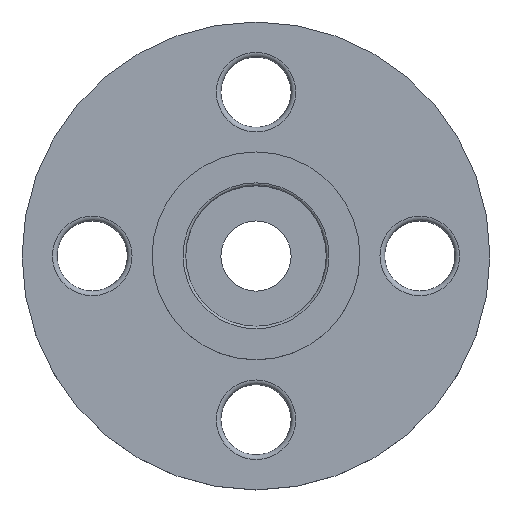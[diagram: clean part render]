
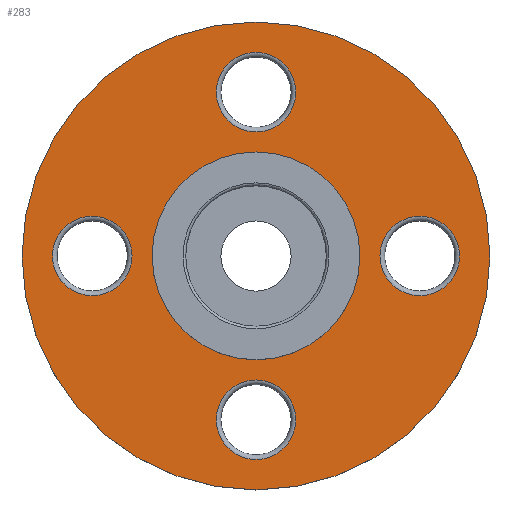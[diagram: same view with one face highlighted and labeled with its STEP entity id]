
A CAD part, top view. The second image highlights one B-rep face of the part: STEP entity #283.
In plain terms, the highlighted planar face has unit normal (0, 0, 1).
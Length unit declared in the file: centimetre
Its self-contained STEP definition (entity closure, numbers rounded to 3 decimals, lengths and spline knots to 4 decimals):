
#59=FACE_BOUND($,#98,.T.);
#60=FACE_BOUND($,#99,.T.);
#61=FACE_BOUND($,#100,.T.);
#62=FACE_BOUND($,#101,.T.);
#63=FACE_BOUND($,#102,.T.);
#64=FACE_BOUND($,#103,.T.);
#98=EDGE_LOOP($,(#233));
#99=EDGE_LOOP($,(#234));
#100=EDGE_LOOP($,(#235));
#101=EDGE_LOOP($,(#236));
#102=EDGE_LOOP($,(#237));
#103=EDGE_LOOP($,(#238));
#148=CIRCLE($,#321,0.17);
#149=CIRCLE($,#323,0.17);
#150=CIRCLE($,#324,0.17);
#151=CIRCLE($,#325,0.444);
#152=CIRCLE($,#326,1.);
#153=CIRCLE($,#327,0.17);
#175=VERTEX_POINT($,#484);
#176=VERTEX_POINT($,#487);
#177=VERTEX_POINT($,#489);
#178=VERTEX_POINT($,#491);
#179=VERTEX_POINT($,#493);
#180=VERTEX_POINT($,#495);
#202=EDGE_CURVE($,#175,#175,#148,.T.);
#203=EDGE_CURVE($,#176,#176,#149,.T.);
#204=EDGE_CURVE($,#177,#177,#150,.T.);
#205=EDGE_CURVE($,#178,#178,#151,.T.);
#206=EDGE_CURVE($,#179,#179,#152,.T.);
#207=EDGE_CURVE($,#180,#180,#153,.T.);
#233=ORIENTED_EDGE($,*,*,#203,.F.);
#234=ORIENTED_EDGE($,*,*,#204,.F.);
#235=ORIENTED_EDGE($,*,*,#205,.T.);
#236=ORIENTED_EDGE($,*,*,#206,.T.);
#237=ORIENTED_EDGE($,*,*,#207,.F.);
#238=ORIENTED_EDGE($,*,*,#202,.F.);
#275=PLANE($,#322);
#283=ADVANCED_FACE($,(#59,#60,#61,#62,#63,#64),#275,.T.);
#321=AXIS2_PLACEMENT_3D($,#485,#388,#389);
#322=AXIS2_PLACEMENT_3D($,#486,#390,#391);
#323=AXIS2_PLACEMENT_3D($,#488,#392,#393);
#324=AXIS2_PLACEMENT_3D($,#490,#394,#395);
#325=AXIS2_PLACEMENT_3D($,#492,#396,#397);
#326=AXIS2_PLACEMENT_3D($,#494,#398,#399);
#327=AXIS2_PLACEMENT_3D($,#496,#400,#401);
#388=DIRECTION('center_axis',(0.,0.,1.));
#389=DIRECTION('ref_axis',(1.,0.,0.));
#390=DIRECTION('center_axis',(0.,0.,1.));
#391=DIRECTION('ref_axis',(1.,0.,0.));
#392=DIRECTION('center_axis',(0.,0.,1.));
#393=DIRECTION('ref_axis',(1.,0.,0.));
#394=DIRECTION('center_axis',(0.,0.,1.));
#395=DIRECTION('ref_axis',(1.,0.,0.));
#396=DIRECTION('center_axis',(0.,0.,-1.));
#397=DIRECTION('ref_axis',(1.,0.,0.));
#398=DIRECTION('center_axis',(0.,0.,1.));
#399=DIRECTION('ref_axis',(1.,0.,0.));
#400=DIRECTION('center_axis',(0.,0.,1.));
#401=DIRECTION('ref_axis',(1.,0.,0.));
#484=CARTESIAN_POINT('',(-0.87,0.,0.2));
#485=CARTESIAN_POINT('Origin',(-0.7,0.,0.2));
#486=CARTESIAN_POINT('Origin',(0.,0.,0.2));
#487=CARTESIAN_POINT('',(-0.17,0.7,0.2));
#488=CARTESIAN_POINT('Origin',(0.,0.7,0.2));
#489=CARTESIAN_POINT('',(-0.17,-0.7,0.2));
#490=CARTESIAN_POINT('Origin',(0.,-0.7,0.2));
#491=CARTESIAN_POINT('',(-0.444,0.,0.2));
#492=CARTESIAN_POINT('Origin',(0.,0.,0.2));
#493=CARTESIAN_POINT('',(-1.,0.,0.2));
#494=CARTESIAN_POINT('Origin',(0.,0.,0.2));
#495=CARTESIAN_POINT('',(0.53,0.,0.2));
#496=CARTESIAN_POINT('Origin',(0.7,0.,0.2));
